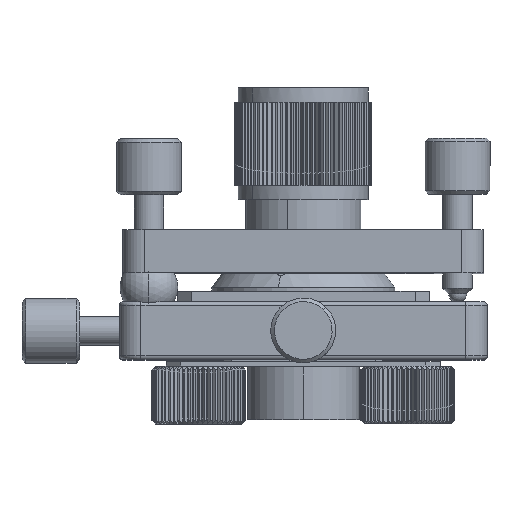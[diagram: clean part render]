
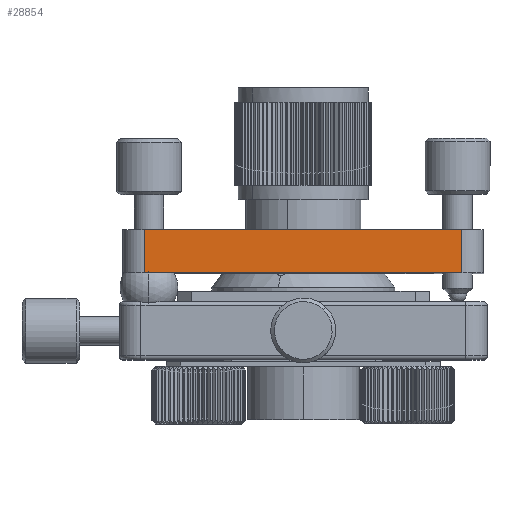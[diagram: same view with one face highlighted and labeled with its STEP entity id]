
A CAD part, top view. The second image highlights one B-rep face of the part: STEP entity #28854.
In plain terms, the highlighted planar face has unit normal (0, 0, 1).
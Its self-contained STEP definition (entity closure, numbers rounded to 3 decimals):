
#1259 = VECTOR ( 'NONE', #28897, 1000. ) ;
#1801 = ORIENTED_EDGE ( 'NONE', *, *, #3926, .T. ) ;
#1998 = CARTESIAN_POINT ( 'NONE',  ( -22., 10., 25. ) ) ;
#2201 = ORIENTED_EDGE ( 'NONE', *, *, #32807, .F. ) ;
#3017 = EDGE_LOOP ( 'NONE', ( #1801, #2201, #26334, #6563 ) ) ;
#3926 = EDGE_CURVE ( 'NONE', #17001, #26113, #10481, .T. ) ;
#4250 = LINE ( 'NONE', #24049, #35638 ) ;
#5141 = DIRECTION ( 'NONE',  ( -1., 0., 0. ) ) ;
#5453 = CARTESIAN_POINT ( 'NONE',  ( 22., 10., 25. ) ) ;
#5902 = VECTOR ( 'NONE', #10833, 1000. ) ;
#6563 = ORIENTED_EDGE ( 'NONE', *, *, #34751, .T. ) ;
#7982 = LINE ( 'NONE', #26814, #5902 ) ;
#10481 = LINE ( 'NONE', #12895, #1259 ) ;
#10796 = CARTESIAN_POINT ( 'NONE',  ( 22., 10., 25. ) ) ;
#10833 = DIRECTION ( 'NONE',  ( 1., 0., 0. ) ) ;
#12895 = CARTESIAN_POINT ( 'NONE',  ( -22., 4., 25. ) ) ;
#15960 = AXIS2_PLACEMENT_3D ( 'NONE', #1998, #18380, #5141 ) ;
#16437 = VERTEX_POINT ( 'NONE', #10796 ) ;
#17001 = VERTEX_POINT ( 'NONE', #30651 ) ;
#18380 = DIRECTION ( 'NONE',  ( 0., 0., -1. ) ) ;
#20522 = DIRECTION ( 'NONE',  ( 0., -1., 0. ) ) ;
#20659 = EDGE_CURVE ( 'NONE', #36327, #16437, #7982, .T. ) ;
#22233 = CARTESIAN_POINT ( 'NONE',  ( 22., 4., 25. ) ) ;
#24049 = CARTESIAN_POINT ( 'NONE',  ( -22., 10., 25. ) ) ;
#24692 = LINE ( 'NONE', #5453, #37865 ) ;
#26113 = VERTEX_POINT ( 'NONE', #22233 ) ;
#26334 = ORIENTED_EDGE ( 'NONE', *, *, #20659, .F. ) ;
#26814 = CARTESIAN_POINT ( 'NONE',  ( -22., 10., 25. ) ) ;
#28007 = DIRECTION ( 'NONE',  ( 0., -1., 0. ) ) ;
#28854 = ADVANCED_FACE ( 'NONE', ( #33106 ), #37733, .F. ) ;
#28897 = DIRECTION ( 'NONE',  ( 1., 0., 0. ) ) ;
#30651 = CARTESIAN_POINT ( 'NONE',  ( -22., 4., 25. ) ) ;
#32807 = EDGE_CURVE ( 'NONE', #16437, #26113, #24692, .T. ) ;
#33106 = FACE_OUTER_BOUND ( 'NONE', #3017, .T. ) ;
#34000 = CARTESIAN_POINT ( 'NONE',  ( -22., 10., 25. ) ) ;
#34751 = EDGE_CURVE ( 'NONE', #36327, #17001, #4250, .T. ) ;
#35638 = VECTOR ( 'NONE', #20522, 1000. ) ;
#36327 = VERTEX_POINT ( 'NONE', #34000 ) ;
#37733 = PLANE ( 'NONE',  #15960 ) ;
#37865 = VECTOR ( 'NONE', #28007, 1000. ) ;
